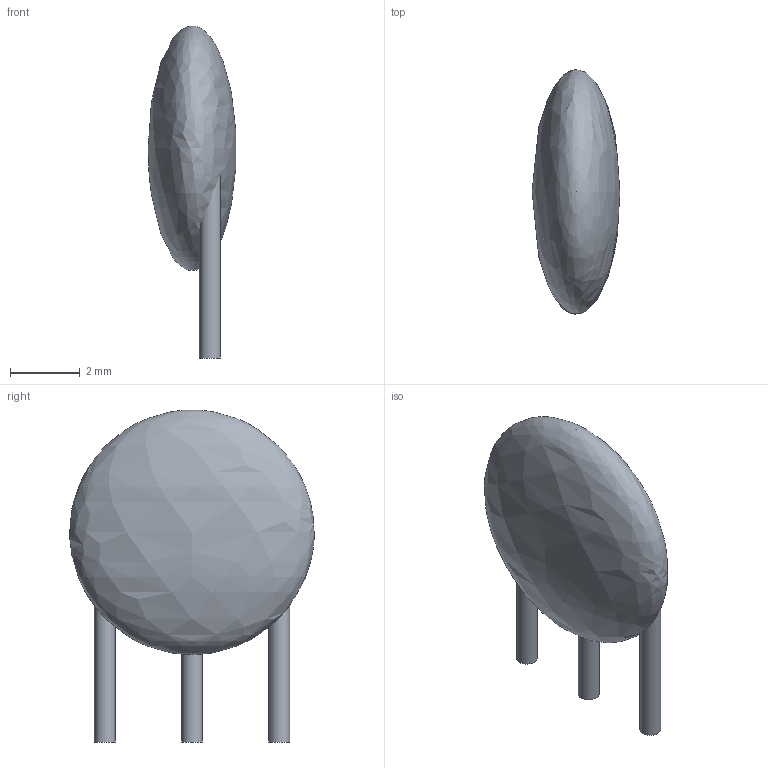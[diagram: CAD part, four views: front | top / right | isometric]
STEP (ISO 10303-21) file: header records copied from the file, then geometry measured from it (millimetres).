
FILE_DESCRIPTION(('FreeCAD Model'),'2;1');
FILE_NAME( 'DSN6.step', '2020-04-26T12:32:11',('Author'),(''), 'Open CASCADE STEP processor 7.3','FreeCAD','Unknown');
FILE_SCHEMA(('AUTOMOTIVE_DESIGN { 1 0 10303 214 1 1 1 1 }'));
Length unit declared in the file: millimetre
Products named in the file (4): Scale; Cylinder; Cylinder001; Cylinder002
Bounding box: 2.51 x 6.99 x 9.5 mm (x, y, z)
Volume: 69.7 mm3; surface area: 130.9 mm2
Topology: 4 solids, 4 shells, 10 faces, 12 edges, 8 vertices
Faces by surface type: plane 6, cylinder 3, bspline 1
Full cylindrical faces by diameter (mm): 0.6 x3
Entity records: 404 total; most frequent: CARTESIAN_POINT 79, DIRECTION 53, ORIENTED_EDGE 18, PCURVE 18, DEFINITIONAL_REPRESENTATION 18, AXIS2_PLACEMENT_3D 16, LINE 15, VECTOR 15
